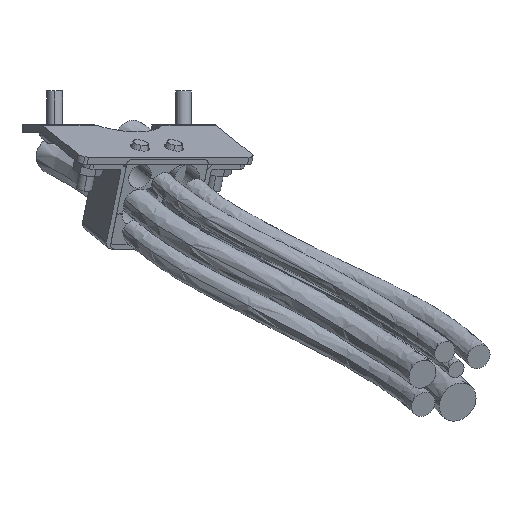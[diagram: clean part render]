
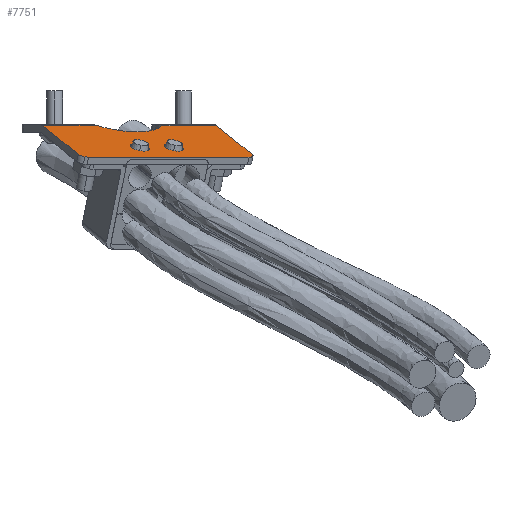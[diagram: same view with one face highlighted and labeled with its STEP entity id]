
A CAD part, top view. The second image highlights one B-rep face of the part: STEP entity #7751.
In plain terms, the highlighted planar face has unit normal (0.187, 0.927, 0.325).
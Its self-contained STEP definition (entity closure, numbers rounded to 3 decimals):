
#60 = VERTEX_POINT ( 'NONE', #13742 ) ;
#94 = ORIENTED_EDGE ( 'NONE', *, *, #802, .F. ) ;
#226 = PLANE ( 'NONE',  #14269 ) ;
#420 = VERTEX_POINT ( 'NONE', #10211 ) ;
#631 = CARTESIAN_POINT ( 'NONE',  ( 0.141, -150.291, 264.101 ) ) ;
#698 = EDGE_CURVE ( 'NONE', #420, #1801, #11767, .T. ) ;
#802 = EDGE_CURVE ( 'NONE', #10075, #9183, #4500, .T. ) ;
#863 = EDGE_LOOP ( 'NONE', ( #12275, #15693 ) ) ;
#977 = EDGE_CURVE ( 'NONE', #4099, #10075, #8867, .T. ) ;
#1060 = EDGE_CURVE ( 'NONE', #60, #15817, #7233, .T. ) ;
#1182 = CARTESIAN_POINT ( 'NONE',  ( 29.478, -159.966, 274.832 ) ) ;
#1193 = EDGE_CURVE ( 'NONE', #1801, #4099, #12550, .T. ) ;
#1218 = EDGE_CURVE ( 'NONE', #13119, #12168, #5554, .T. ) ;
#1327 = AXIS2_PLACEMENT_3D ( 'NONE', #4261, #4243, #4221 ) ;
#1347 = EDGE_CURVE ( 'NONE', #14103, #420, #7629, .T. ) ;
#1557 = EDGE_CURVE ( 'NONE', #9955, #2943, #3475, .T. ) ;
#1616 = CARTESIAN_POINT ( 'NONE',  ( -7.135, -161.35, 299.886 ) ) ;
#1697 = EDGE_CURVE ( 'NONE', #2943, #8012, #14343, .T. ) ;
#1801 = VERTEX_POINT ( 'NONE', #5835 ) ;
#2068 = EDGE_CURVE ( 'NONE', #2708, #9955, #14495, .T. ) ;
#2147 = CIRCLE ( 'NONE', #4377, 3.75 ) ;
#2241 = ORIENTED_EDGE ( 'NONE', *, *, #1697, .F. ) ;
#2287 = EDGE_CURVE ( 'NONE', #8012, #14103, #6293, .T. ) ;
#2347 = DIRECTION ( 'NONE',  ( -0.187, -0.927, -0.325 ) ) ;
#2385 = DIRECTION ( 'NONE',  ( -0.187, -0.927, -0.325 ) ) ;
#2393 = CARTESIAN_POINT ( 'NONE',  ( -4.536, -161.35, 298.388 ) ) ;
#2455 = DIRECTION ( 'NONE',  ( 0., 0.33, -0.944 ) ) ;
#2462 = DIRECTION ( 'NONE',  ( 0., -0.33, 0.944 ) ) ;
#2548 = CARTESIAN_POINT ( 'NONE',  ( -20.803, -150.291, 276.172 ) ) ;
#2708 = VERTEX_POINT ( 'NONE', #1616 ) ;
#2915 = EDGE_LOOP ( 'NONE', ( #3366, #11972, #94, #9841, #16222, #11075, #8291, #7441, #2241, #6394 ) ) ;
#2943 = VERTEX_POINT ( 'NONE', #631 ) ;
#3140 = AXIS2_PLACEMENT_3D ( 'NONE', #15121, #15106, #15143 ) ;
#3249 = CARTESIAN_POINT ( 'NONE',  ( 36.174, -144.867, 227.838 ) ) ;
#3256 = CARTESIAN_POINT ( 'NONE',  ( 45.911, -150.291, 237.723 ) ) ;
#3366 = ORIENTED_EDGE ( 'NONE', *, *, #2068, .F. ) ;
#3391 = EDGE_LOOP ( 'NONE', ( #9733, #9294 ) ) ;
#3475 = LINE ( 'NONE', #12138, #13637 ) ;
#3532 = CARTESIAN_POINT ( 'NONE',  ( 6.776, -151.894, 264.855 ) ) ;
#3640 = DIRECTION ( 'NONE',  ( 0.463, -0.375, 0.803 ) ) ;
#3666 = AXIS2_PLACEMENT_3D ( 'NONE', #5983, #14834, #7304 ) ;
#4099 = VERTEX_POINT ( 'NONE', #11429 ) ;
#4221 = DIRECTION ( 'NONE',  ( 0., -0.33, 0.944 ) ) ;
#4243 = DIRECTION ( 'NONE',  ( 0.187, 0.927, 0.325 ) ) ;
#4260 = AXIS2_PLACEMENT_3D ( 'NONE', #16240, #13169, #13175 ) ;
#4261 = CARTESIAN_POINT ( 'NONE',  ( 6.776, -145.616, 246.922 ) ) ;
#4377 = AXIS2_PLACEMENT_3D ( 'NONE', #8014, #16228, #9327 ) ;
#4500 = CIRCLE ( 'NONE', #13736, 3. ) ;
#4566 = VECTOR ( 'NONE', #6119, 1000. ) ;
#5554 = CIRCLE ( 'NONE', #3140, 3.75 ) ;
#5719 = CIRCLE ( 'NONE', #3666, 3. ) ;
#5835 = CARTESIAN_POINT ( 'NONE',  ( 59.578, -161.35, 261.436 ) ) ;
#5983 = CARTESIAN_POINT ( 'NONE',  ( -4.536, -161.35, 298.388 ) ) ;
#6119 = DIRECTION ( 'NONE',  ( -0.463, 0.375, -0.803 ) ) ;
#6174 = CARTESIAN_POINT ( 'NONE',  ( -4.536, -162.341, 301.219 ) ) ;
#6199 = CARTESIAN_POINT ( 'NONE',  ( -7.135, -161.35, 299.886 ) ) ;
#6223 = CARTESIAN_POINT ( 'NONE',  ( 16.482, -157.488, 275.244 ) ) ;
#6293 = CIRCLE ( 'NONE', #1327, 19. ) ;
#6394 = ORIENTED_EDGE ( 'NONE', *, *, #1557, .F. ) ;
#6894 = AXIS2_PLACEMENT_3D ( 'NONE', #14702, #14742, #14818 ) ;
#7233 = CIRCLE ( 'NONE', #4260, 3.75 ) ;
#7304 = DIRECTION ( 'NONE',  ( 0., -0.33, 0.944 ) ) ;
#7441 = ORIENTED_EDGE ( 'NONE', *, *, #2287, .F. ) ;
#7568 = DIRECTION ( 'NONE',  ( 0.866, 0., -0.499 ) ) ;
#7629 = LINE ( 'NONE', #16360, #14060 ) ;
#7751 = ADVANCED_FACE ( 'NONE', ( #10520, #10939, #16501 ), #226, .F. ) ;
#8012 = VERTEX_POINT ( 'NONE', #3532 ) ;
#8014 = CARTESIAN_POINT ( 'NONE',  ( 29.478, -158.727, 271.293 ) ) ;
#8291 = ORIENTED_EDGE ( 'NONE', *, *, #1347, .F. ) ;
#8528 = DIRECTION ( 'NONE',  ( 0., -0.33, 0.944 ) ) ;
#8547 = DIRECTION ( 'NONE',  ( 0.187, 0.927, 0.325 ) ) ;
#8818 = CARTESIAN_POINT ( 'NONE',  ( 6.776, -145.616, 246.922 ) ) ;
#8867 = LINE ( 'NONE', #14989, #10497 ) ;
#9183 = VERTEX_POINT ( 'NONE', #6174 ) ;
#9294 = ORIENTED_EDGE ( 'NONE', *, *, #10810, .F. ) ;
#9327 = DIRECTION ( 'NONE',  ( 0., -0.33, 0.944 ) ) ;
#9733 = ORIENTED_EDGE ( 'NONE', *, *, #1060, .F. ) ;
#9841 = ORIENTED_EDGE ( 'NONE', *, *, #977, .F. ) ;
#9955 = VERTEX_POINT ( 'NONE', #2548 ) ;
#10075 = VERTEX_POINT ( 'NONE', #13528 ) ;
#10211 = CARTESIAN_POINT ( 'NONE',  ( 45.911, -150.291, 237.723 ) ) ;
#10497 = VECTOR ( 'NONE', #14906, 1000. ) ;
#10520 = FACE_BOUND ( 'NONE', #3391, .T. ) ;
#10810 = EDGE_CURVE ( 'NONE', #15817, #60, #14821, .T. ) ;
#10939 = FACE_BOUND ( 'NONE', #863, .T. ) ;
#11075 = ORIENTED_EDGE ( 'NONE', *, *, #698, .F. ) ;
#11429 = CARTESIAN_POINT ( 'NONE',  ( 58.368, -162.473, 265.344 ) ) ;
#11767 = LINE ( 'NONE', #3256, #14611 ) ;
#11972 = ORIENTED_EDGE ( 'NONE', *, *, #16465, .F. ) ;
#12016 = DIRECTION ( 'NONE',  ( 0.866, 0., -0.499 ) ) ;
#12138 = CARTESIAN_POINT ( 'NONE',  ( -20.803, -150.291, 276.172 ) ) ;
#12168 = VERTEX_POINT ( 'NONE', #14877 ) ;
#12275 = ORIENTED_EDGE ( 'NONE', *, *, #1218, .F. ) ;
#12550 = CIRCLE ( 'NONE', #6894, 3. ) ;
#12732 = DIRECTION ( 'NONE',  ( 0., -0.33, 0.944 ) ) ;
#12738 = DIRECTION ( 'NONE',  ( 0.187, 0.927, 0.325 ) ) ;
#12752 = CARTESIAN_POINT ( 'NONE',  ( 16.482, -158.727, 278.783 ) ) ;
#12924 = AXIS2_PLACEMENT_3D ( 'NONE', #12752, #12738, #12732 ) ;
#13119 = VERTEX_POINT ( 'NONE', #1182 ) ;
#13169 = DIRECTION ( 'NONE',  ( 0.187, 0.927, 0.325 ) ) ;
#13175 = DIRECTION ( 'NONE',  ( 0., -0.33, 0.944 ) ) ;
#13528 = CARTESIAN_POINT ( 'NONE',  ( -3.147, -162.473, 300.798 ) ) ;
#13637 = VECTOR ( 'NONE', #12016, 1000. ) ;
#13648 = AXIS2_PLACEMENT_3D ( 'NONE', #8818, #8547, #8528 ) ;
#13736 = AXIS2_PLACEMENT_3D ( 'NONE', #2393, #2347, #2462 ) ;
#13742 = CARTESIAN_POINT ( 'NONE',  ( 16.482, -159.966, 282.322 ) ) ;
#14060 = VECTOR ( 'NONE', #7568, 1000. ) ;
#14090 = CARTESIAN_POINT ( 'NONE',  ( 24.967, -150.291, 249.793 ) ) ;
#14103 = VERTEX_POINT ( 'NONE', #14090 ) ;
#14269 = AXIS2_PLACEMENT_3D ( 'NONE', #3249, #2385, #2455 ) ;
#14343 = CIRCLE ( 'NONE', #13648, 19. ) ;
#14495 = LINE ( 'NONE', #6199, #4566 ) ;
#14611 = VECTOR ( 'NONE', #3640, 1000. ) ;
#14702 = CARTESIAN_POINT ( 'NONE',  ( 56.979, -161.35, 262.934 ) ) ;
#14742 = DIRECTION ( 'NONE',  ( -0.187, -0.927, -0.325 ) ) ;
#14818 = DIRECTION ( 'NONE',  ( 0., -0.33, 0.944 ) ) ;
#14821 = CIRCLE ( 'NONE', #12924, 3.75 ) ;
#14834 = DIRECTION ( 'NONE',  ( -0.187, -0.927, -0.325 ) ) ;
#14877 = CARTESIAN_POINT ( 'NONE',  ( 29.478, -157.488, 267.753 ) ) ;
#14906 = DIRECTION ( 'NONE',  ( -0.866, 0., 0.499 ) ) ;
#14989 = CARTESIAN_POINT ( 'NONE',  ( 58.368, -162.473, 265.344 ) ) ;
#15106 = DIRECTION ( 'NONE',  ( 0.187, 0.927, 0.325 ) ) ;
#15121 = CARTESIAN_POINT ( 'NONE',  ( 29.478, -158.727, 271.293 ) ) ;
#15143 = DIRECTION ( 'NONE',  ( 0., -0.33, 0.944 ) ) ;
#15693 = ORIENTED_EDGE ( 'NONE', *, *, #16224, .F. ) ;
#15817 = VERTEX_POINT ( 'NONE', #6223 ) ;
#16222 = ORIENTED_EDGE ( 'NONE', *, *, #1193, .F. ) ;
#16224 = EDGE_CURVE ( 'NONE', #12168, #13119, #2147, .T. ) ;
#16228 = DIRECTION ( 'NONE',  ( 0.187, 0.927, 0.325 ) ) ;
#16240 = CARTESIAN_POINT ( 'NONE',  ( 16.482, -158.727, 278.783 ) ) ;
#16360 = CARTESIAN_POINT ( 'NONE',  ( 24.967, -150.291, 249.793 ) ) ;
#16465 = EDGE_CURVE ( 'NONE', #9183, #2708, #5719, .T. ) ;
#16501 = FACE_OUTER_BOUND ( 'NONE', #2915, .T. ) ;
